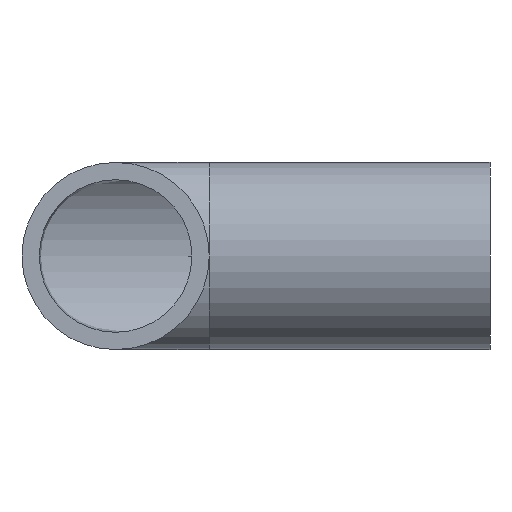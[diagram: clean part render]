
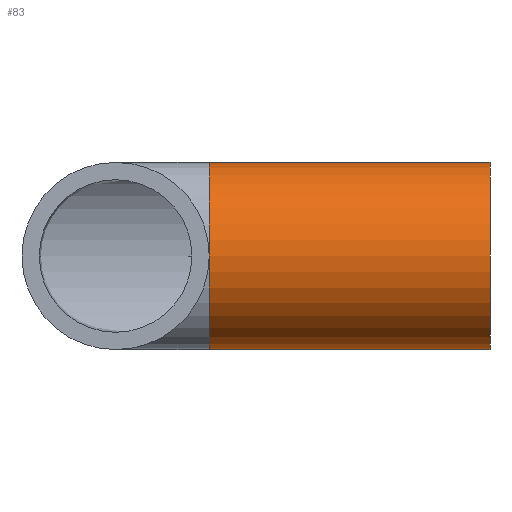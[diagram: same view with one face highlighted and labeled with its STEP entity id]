
A CAD part, front view. The second image highlights one B-rep face of the part: STEP entity #83.
In plain terms, the highlighted cylindrical face has radius 20 mm (diameter 40 mm), a partial arc.
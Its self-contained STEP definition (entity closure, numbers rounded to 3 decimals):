
#10 = EDGE_CURVE ( 'NONE', #410, #183, #233, .T. ) ;
#27 = EDGE_CURVE ( 'NONE', #416, #410, #384, .T. ) ;
#28 = DIRECTION ( 'NONE',  ( 1., 0., 0. ) ) ;
#33 = DIRECTION ( 'NONE',  ( 1., 0., 0. ) ) ;
#38 = CARTESIAN_POINT ( 'NONE',  ( 20., 80., 0. ) ) ;
#47 = CIRCLE ( 'NONE', #118, 20. ) ;
#49 = DIRECTION ( 'NONE',  ( 0., 0., 1. ) ) ;
#83 = ADVANCED_FACE ( 'NONE', ( #237 ), #390, .T. ) ;
#84 = CARTESIAN_POINT ( 'NONE',  ( 80., 80., -20. ) ) ;
#86 = DIRECTION ( 'NONE',  ( 1., 0., 0. ) ) ;
#118 = AXIS2_PLACEMENT_3D ( 'NONE', #381, #28, #184 ) ;
#119 = CARTESIAN_POINT ( 'NONE',  ( 20., 80., 0. ) ) ;
#166 = AXIS2_PLACEMENT_3D ( 'NONE', #248, #400, #49 ) ;
#172 = CIRCLE ( 'NONE', #166, 20. ) ;
#183 = VERTEX_POINT ( 'NONE', #84 ) ;
#184 = DIRECTION ( 'NONE',  ( 0., 0., 1. ) ) ;
#196 = EDGE_CURVE ( 'NONE', #373, #382, #283, .T. ) ;
#201 = DIRECTION ( 'NONE',  ( 1., 0., 0. ) ) ;
#215 = EDGE_LOOP ( 'NONE', ( #259, #343, #402, #335, #306 ) ) ;
#233 = LINE ( 'NONE', #386, #404 ) ;
#237 = FACE_OUTER_BOUND ( 'NONE', #215, .T. ) ;
#238 = VECTOR ( 'NONE', #86, 1000. ) ;
#248 = CARTESIAN_POINT ( 'NONE',  ( 20., 80., 0. ) ) ;
#256 = CARTESIAN_POINT ( 'NONE',  ( 20., 80., 20. ) ) ;
#258 = CARTESIAN_POINT ( 'NONE',  ( 20., 80., -20. ) ) ;
#259 = ORIENTED_EDGE ( 'NONE', *, *, #196, .F. ) ;
#267 = EDGE_CURVE ( 'NONE', #373, #416, #172, .T. ) ;
#273 = DIRECTION ( 'NONE',  ( 1., 0., 0. ) ) ;
#283 = LINE ( 'NONE', #432, #238 ) ;
#306 = ORIENTED_EDGE ( 'NONE', *, *, #479, .F. ) ;
#326 = AXIS2_PLACEMENT_3D ( 'NONE', #38, #201, #352 ) ;
#335 = ORIENTED_EDGE ( 'NONE', *, *, #10, .T. ) ;
#343 = ORIENTED_EDGE ( 'NONE', *, *, #267, .T. ) ;
#352 = DIRECTION ( 'NONE',  ( 0., 0., -1. ) ) ;
#372 = CARTESIAN_POINT ( 'NONE',  ( 80., 80., 20. ) ) ;
#373 = VERTEX_POINT ( 'NONE', #256 ) ;
#375 = AXIS2_PLACEMENT_3D ( 'NONE', #119, #273, #424 ) ;
#381 = CARTESIAN_POINT ( 'NONE',  ( 80., 80., 0. ) ) ;
#382 = VERTEX_POINT ( 'NONE', #372 ) ;
#384 = CIRCLE ( 'NONE', #375, 20. ) ;
#386 = CARTESIAN_POINT ( 'NONE',  ( 20., 80., -20. ) ) ;
#390 = CYLINDRICAL_SURFACE ( 'NONE', #326, 20. ) ;
#400 = DIRECTION ( 'NONE',  ( 1., 0., 0. ) ) ;
#402 = ORIENTED_EDGE ( 'NONE', *, *, #27, .T. ) ;
#404 = VECTOR ( 'NONE', #33, 1000. ) ;
#409 = CARTESIAN_POINT ( 'NONE',  ( 20., 60., 0. ) ) ;
#410 = VERTEX_POINT ( 'NONE', #258 ) ;
#416 = VERTEX_POINT ( 'NONE', #409 ) ;
#424 = DIRECTION ( 'NONE',  ( 0., 0., 1. ) ) ;
#432 = CARTESIAN_POINT ( 'NONE',  ( 20., 80., 20. ) ) ;
#479 = EDGE_CURVE ( 'NONE', #382, #183, #47, .T. ) ;
